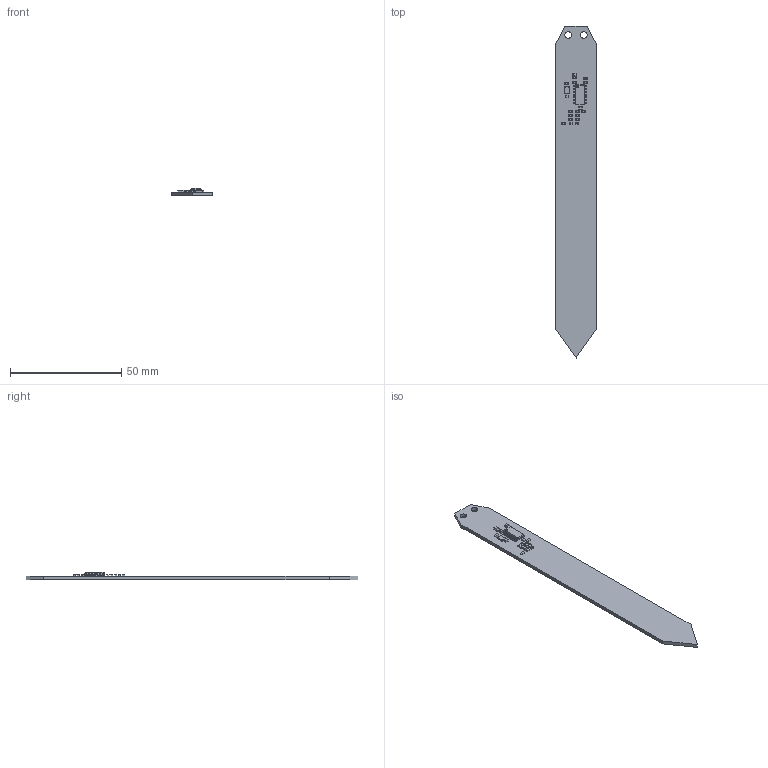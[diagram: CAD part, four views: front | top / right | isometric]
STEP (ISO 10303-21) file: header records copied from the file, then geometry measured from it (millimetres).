
FILE_DESCRIPTION(('KiCad electronic assembly'),'2;1');
FILE_NAME('i2c-moist-sensor.step','2018-07-24T22:05:16',('An Author'),( 'A Company'),'Open CASCADE STEP processor 6.8', 'KiCad to STEP converter','Unknown');
FILE_SCHEMA(('AUTOMOTIVE_DESIGN_CC2 { 1 2 10303 214 -1 1 5 4 }'));
Length unit declared in the file: millimetre
Products named in the file (14): Open CASCADE STEP translator 6.8 1; CRY_SMD3225; COMPOUND; User_Library-LTST-C190GKT; User_Library-SOD523-2; SOLID; User_Library-CAP_SMD-1; User_Library-RES_SMD-1; User_Library-SOIC-14
Assembly tree (27 placements, depth 3):
  Open CASCADE STEP translator 6.8 1
    CRY_SMD3225
      COMPOUND
    User_Library-LTST-C190GKT
      COMPOUND
    User_Library-SOD523-2  x2
      SOLID
    User_Library-CAP_SMD-1  x6
      SOLID
    User_Library-RES_SMD-1  x9
      SOLID
    User_Library-SOIC-14
      SOLID
    COMPOUND
Bounding box: 18 x 149 x 3.4 mm (x, y, z)
Volume: 4107.2 mm3; surface area: 5874.4 mm2
Topology: 30 solids, 30 shells, 906 faces, 2213 edges, 1366 vertices
Faces by surface type: plane 738, cylinder 128, sphere 28, cone 12
Full cylindrical faces by diameter (mm): 3 x2
Entity records: 42703 total; most frequent: CARTESIAN_POINT 17906, DIRECTION 4128, LINE 2563, VECTOR 2563, ORIENTED_EDGE 2342, PCURVE 2342, DEFINITIONAL_REPRESENTATION 2342, EDGE_CURVE 1171
